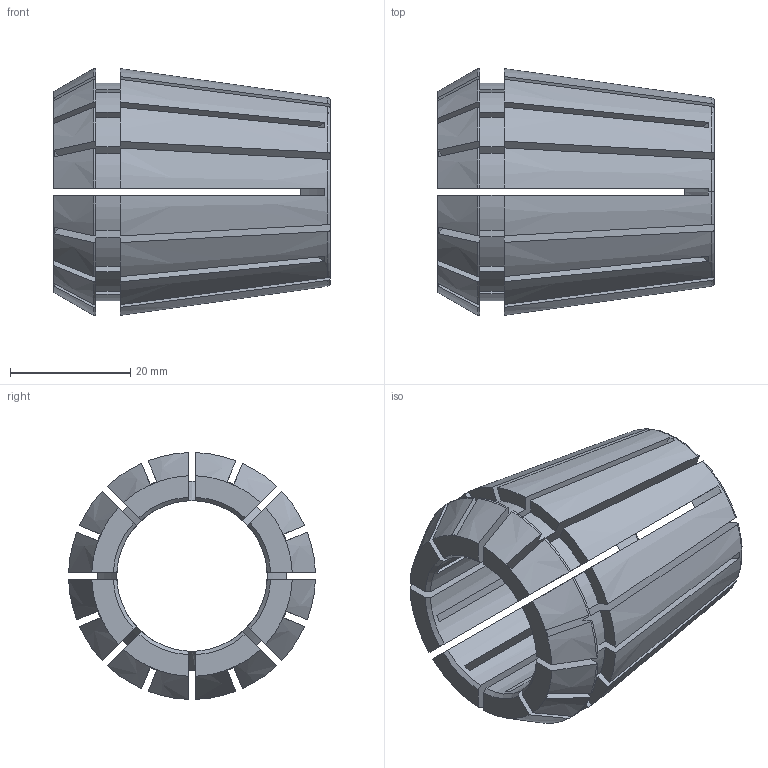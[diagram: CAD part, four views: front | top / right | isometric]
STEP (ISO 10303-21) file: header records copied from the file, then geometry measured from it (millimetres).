
FILE_DESCRIPTION (( 'STEP AP203' ), '1' );
FILE_NAME ('ER40-耳23-29.STEP', '2023-07-08T09:51:14', ( '' ), ( '' ), 'SwSTEP 2.0', 'SolidWorks 2012', '' );
FILE_SCHEMA (( 'CONFIG_CONTROL_DESIGN' ));
Length unit declared in the file: millimetre
Products named in the file (1): ER40-耳23-29
Bounding box: 46 x 40.98 x 40.98 mm (x, y, z)
Volume: 20372.5 mm3; surface area: 16517.6 mm2
Topology: 1 solids, 1 shells, 173 faces, 517 edges, 344 vertices
Faces by surface type: plane 80, cylinder 50, cone 34, torus 9
Entity records: 6225 total; most frequent: CARTESIAN_POINT 1604, ORIENTED_EDGE 1034, DIRECTION 892, EDGE_CURVE 517, AXIS2_PLACEMENT_3D 348, VERTEX_POINT 344, LINE 196, VECTOR 196
